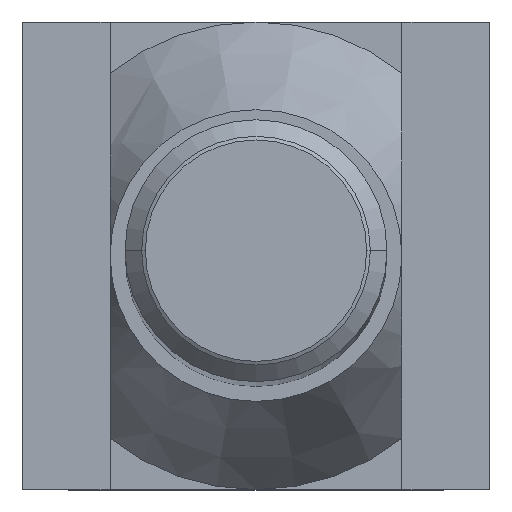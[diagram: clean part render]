
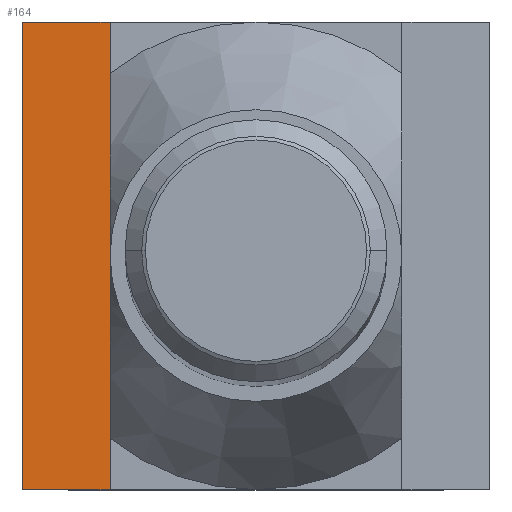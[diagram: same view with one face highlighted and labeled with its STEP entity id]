
A CAD part, top view. The second image highlights one B-rep face of the part: STEP entity #164.
In plain terms, the highlighted planar face has unit normal (0, 0, 1).
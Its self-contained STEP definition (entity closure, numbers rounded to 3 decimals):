
#164=ADVANCED_FACE('',(#421),#422,.T.);
#200=EDGE_CURVE('',#364,#220,#462,.T.);
#212=EDGE_CURVE('',#248,#220,#476,.T.);
#216=EDGE_CURVE('',#364,#368,#480,.T.);
#220=VERTEX_POINT('',#484);
#228=EDGE_CURVE('',#368,#248,#493,.T.);
#248=VERTEX_POINT('',#514);
#364=VERTEX_POINT('',#643);
#368=VERTEX_POINT('',#647);
#421=FACE_OUTER_BOUND('',#715,.T.);
#422=PLANE('',#716);
#462=LINE('',#765,#766);
#476=LINE('',#792,#793);
#480=LINE('',#808,#809);
#484=CARTESIAN_POINT('',(-7.8,-12.5,0.0));
#493=LINE('',#825,#826);
#514=CARTESIAN_POINT('',(-12.5,-12.5,0.0));
#643=CARTESIAN_POINT('',(-7.8,12.5,0.0));
#647=CARTESIAN_POINT('',(-12.5,12.5,0.0));
#715=EDGE_LOOP('',(#1091,#1092,#1093,#1094));
#716=AXIS2_PLACEMENT_3D('',#1095,#1096,#1097);
#765=CARTESIAN_POINT('',(-7.8,0.,0.0));
#766=VECTOR('',#1145,1.0);
#792=CARTESIAN_POINT('',(-7.8,-12.5,0.0));
#793=VECTOR('',#1166,1.0);
#808=CARTESIAN_POINT('',(-7.8,12.5,0.0));
#809=VECTOR('',#1167,1.0);
#825=CARTESIAN_POINT('',(-12.5,0.,0.0));
#826=VECTOR('',#1180,1.0);
#1091=ORIENTED_EDGE('',*,*,#212,.T.);
#1092=ORIENTED_EDGE('',*,*,#200,.F.);
#1093=ORIENTED_EDGE('',*,*,#216,.T.);
#1094=ORIENTED_EDGE('',*,*,#228,.T.);
#1095=CARTESIAN_POINT('',(-12.5,0.,0.0));
#1096=DIRECTION('',(0.0,0.,1.0));
#1097=DIRECTION('',(0.0,-1.0,0.));
#1145=DIRECTION('',(0.0,-1.0,0.));
#1166=DIRECTION('',(1.0,0.0,0.0));
#1167=DIRECTION('',(-1.0,0.0,0.0));
#1180=DIRECTION('',(0.0,-1.0,0.));
